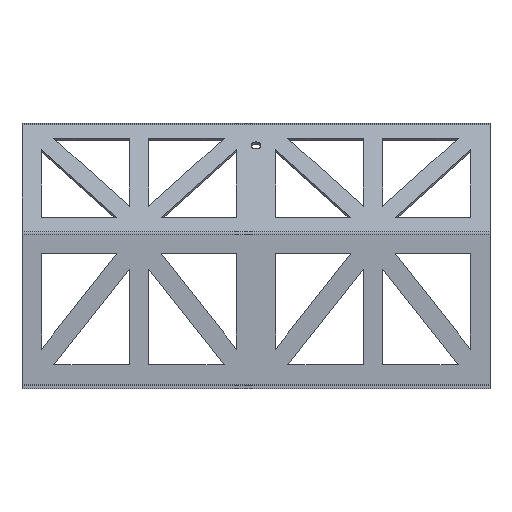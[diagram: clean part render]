
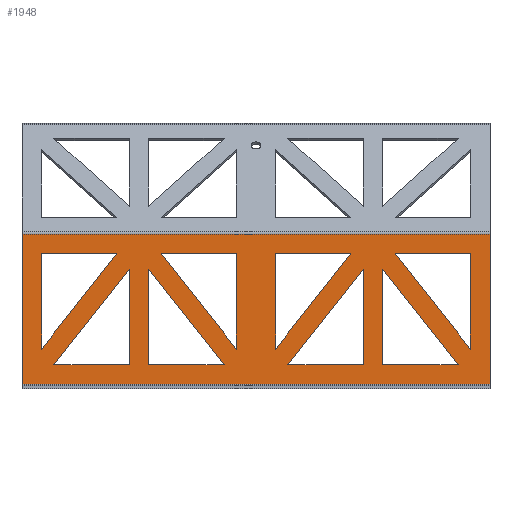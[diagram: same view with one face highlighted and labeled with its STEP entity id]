
A CAD part, front view. The second image highlights one B-rep face of the part: STEP entity #1948.
In plain terms, the highlighted planar face has unit normal (0, -1, 0).
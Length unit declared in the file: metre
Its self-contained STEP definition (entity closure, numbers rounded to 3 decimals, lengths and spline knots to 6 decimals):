
#237=ORIENTED_EDGE('',*,*,#674,.T.);
#238=ORIENTED_EDGE('',*,*,#671,.F.);
#239=ORIENTED_EDGE('',*,*,#677,.F.);
#240=ORIENTED_EDGE('',*,*,#667,.T.);
#241=ORIENTED_EDGE('',*,*,#664,.F.);
#242=ORIENTED_EDGE('',*,*,#679,.F.);
#243=ORIENTED_EDGE('',*,*,#660,.T.);
#244=ORIENTED_EDGE('',*,*,#657,.T.);
#245=ORIENTED_EDGE('',*,*,#681,.F.);
#246=ORIENTED_EDGE('',*,*,#653,.T.);
#247=ORIENTED_EDGE('',*,*,#650,.T.);
#248=ORIENTED_EDGE('',*,*,#683,.F.);
#249=ORIENTED_EDGE('',*,*,#646,.F.);
#250=ORIENTED_EDGE('',*,*,#695,.T.);
#251=ORIENTED_EDGE('',*,*,#642,.T.);
#252=ORIENTED_EDGE('',*,*,#696,.F.);
#253=ORIENTED_EDGE('',*,*,#638,.T.);
#254=ORIENTED_EDGE('',*,*,#635,.F.);
#255=ORIENTED_EDGE('',*,*,#685,.F.);
#256=ORIENTED_EDGE('',*,*,#631,.T.);
#257=ORIENTED_EDGE('',*,*,#628,.T.);
#258=ORIENTED_EDGE('',*,*,#687,.F.);
#259=ORIENTED_EDGE('',*,*,#624,.T.);
#260=ORIENTED_EDGE('',*,*,#621,.T.);
#261=ORIENTED_EDGE('',*,*,#689,.F.);
#262=ORIENTED_EDGE('',*,*,#617,.T.);
#263=ORIENTED_EDGE('',*,*,#614,.F.);
#264=ORIENTED_EDGE('',*,*,#691,.F.);
#614=EDGE_CURVE('',#867,#869,#1046,.T.);
#617=EDGE_CURVE('',#871,#869,#1049,.T.);
#621=EDGE_CURVE('',#875,#873,#1053,.T.);
#624=EDGE_CURVE('',#877,#875,#1056,.T.);
#628=EDGE_CURVE('',#881,#879,#1060,.T.);
#631=EDGE_CURVE('',#883,#881,#1063,.T.);
#635=EDGE_CURVE('',#885,#887,#1067,.T.);
#638=EDGE_CURVE('',#889,#887,#1070,.T.);
#642=EDGE_CURVE('',#893,#891,#1074,.T.);
#646=EDGE_CURVE('',#895,#897,#1078,.T.);
#650=EDGE_CURVE('',#901,#899,#1082,.T.);
#653=EDGE_CURVE('',#903,#901,#1085,.T.);
#657=EDGE_CURVE('',#907,#905,#1089,.T.);
#660=EDGE_CURVE('',#909,#907,#1092,.T.);
#664=EDGE_CURVE('',#911,#913,#1096,.T.);
#667=EDGE_CURVE('',#915,#913,#1099,.T.);
#671=EDGE_CURVE('',#917,#919,#1103,.T.);
#674=EDGE_CURVE('',#921,#919,#1106,.T.);
#677=EDGE_CURVE('',#921,#917,#1109,.T.);
#679=EDGE_CURVE('',#915,#911,#1111,.T.);
#681=EDGE_CURVE('',#909,#905,#1113,.T.);
#683=EDGE_CURVE('',#903,#899,#1115,.T.);
#685=EDGE_CURVE('',#889,#885,#1117,.T.);
#687=EDGE_CURVE('',#883,#879,#1119,.T.);
#689=EDGE_CURVE('',#877,#873,#1121,.T.);
#691=EDGE_CURVE('',#871,#867,#1123,.T.);
#695=EDGE_CURVE('',#895,#893,#1127,.T.);
#696=EDGE_CURVE('',#897,#891,#1128,.T.);
#867=VERTEX_POINT('',#2729);
#869=VERTEX_POINT('',#2732);
#871=VERTEX_POINT('',#2738);
#873=VERTEX_POINT('',#2744);
#875=VERTEX_POINT('',#2747);
#877=VERTEX_POINT('',#2753);
#879=VERTEX_POINT('',#2759);
#881=VERTEX_POINT('',#2762);
#883=VERTEX_POINT('',#2768);
#885=VERTEX_POINT('',#2774);
#887=VERTEX_POINT('',#2777);
#889=VERTEX_POINT('',#2783);
#891=VERTEX_POINT('',#2789);
#893=VERTEX_POINT('',#2792);
#895=VERTEX_POINT('',#2798);
#897=VERTEX_POINT('',#2801);
#899=VERTEX_POINT('',#2807);
#901=VERTEX_POINT('',#2810);
#903=VERTEX_POINT('',#2816);
#905=VERTEX_POINT('',#2822);
#907=VERTEX_POINT('',#2825);
#909=VERTEX_POINT('',#2831);
#911=VERTEX_POINT('',#2837);
#913=VERTEX_POINT('',#2840);
#915=VERTEX_POINT('',#2846);
#917=VERTEX_POINT('',#2852);
#919=VERTEX_POINT('',#2855);
#921=VERTEX_POINT('',#2861);
#1046=LINE('',#2731,#1238);
#1049=LINE('',#2737,#1241);
#1053=LINE('',#2746,#1245);
#1056=LINE('',#2752,#1248);
#1060=LINE('',#2761,#1252);
#1063=LINE('',#2767,#1255);
#1067=LINE('',#2776,#1259);
#1070=LINE('',#2782,#1262);
#1074=LINE('',#2791,#1266);
#1078=LINE('',#2800,#1270);
#1082=LINE('',#2809,#1274);
#1085=LINE('',#2815,#1277);
#1089=LINE('',#2824,#1281);
#1092=LINE('',#2830,#1284);
#1096=LINE('',#2839,#1288);
#1099=LINE('',#2845,#1291);
#1103=LINE('',#2854,#1295);
#1106=LINE('',#2860,#1298);
#1109=LINE('',#2866,#1301);
#1111=LINE('',#2869,#1303);
#1113=LINE('',#2872,#1305);
#1115=LINE('',#2875,#1307);
#1117=LINE('',#2878,#1309);
#1119=LINE('',#2881,#1311);
#1121=LINE('',#2884,#1313);
#1123=LINE('',#2887,#1315);
#1127=LINE('',#2893,#1319);
#1128=LINE('',#2894,#1320);
#1238=VECTOR('',#2207,1.);
#1241=VECTOR('',#2212,1.);
#1245=VECTOR('',#2218,1.);
#1248=VECTOR('',#2223,1.);
#1252=VECTOR('',#2229,1.);
#1255=VECTOR('',#2234,1.);
#1259=VECTOR('',#2240,1.);
#1262=VECTOR('',#2245,1.);
#1266=VECTOR('',#2251,1.);
#1270=VECTOR('',#2257,1.);
#1274=VECTOR('',#2263,1.);
#1277=VECTOR('',#2268,1.);
#1281=VECTOR('',#2274,1.);
#1284=VECTOR('',#2279,1.);
#1288=VECTOR('',#2285,1.);
#1291=VECTOR('',#2290,1.);
#1295=VECTOR('',#2296,1.);
#1298=VECTOR('',#2301,1.);
#1301=VECTOR('',#2306,1.);
#1303=VECTOR('',#2310,1.);
#1305=VECTOR('',#2314,1.);
#1307=VECTOR('',#2318,1.);
#1309=VECTOR('',#2322,1.);
#1311=VECTOR('',#2326,1.);
#1313=VECTOR('',#2330,1.);
#1315=VECTOR('',#2334,1.);
#1319=VECTOR('',#2342,1.);
#1320=VECTOR('',#2343,1.);
#1464=EDGE_LOOP('',(#237,#238,#239));
#1465=EDGE_LOOP('',(#240,#241,#242));
#1466=EDGE_LOOP('',(#243,#244,#245));
#1467=EDGE_LOOP('',(#246,#247,#248));
#1468=EDGE_LOOP('',(#249,#250,#251,#252));
#1469=EDGE_LOOP('',(#253,#254,#255));
#1470=EDGE_LOOP('',(#256,#257,#258));
#1471=EDGE_LOOP('',(#259,#260,#261));
#1472=EDGE_LOOP('',(#262,#263,#264));
#1674=FACE_BOUND('',#1464,.T.);
#1675=FACE_BOUND('',#1465,.T.);
#1676=FACE_BOUND('',#1466,.T.);
#1677=FACE_BOUND('',#1467,.T.);
#1678=FACE_BOUND('',#1468,.T.);
#1679=FACE_BOUND('',#1469,.T.);
#1680=FACE_BOUND('',#1470,.T.);
#1681=FACE_BOUND('',#1471,.T.);
#1682=FACE_BOUND('',#1472,.T.);
#1876=PLANE('',#2064);
#1948=ADVANCED_FACE('',(#1674,#1675,#1676,#1677,#1678,#1679,#1680,#1681,
#1682),#1876,.T.);
#2064=AXIS2_PLACEMENT_3D('',#2892,#2340,#2341);
#2207=DIRECTION('',(0.,0.,-1.));
#2212=DIRECTION('',(-1.,0.,0.));
#2218=DIRECTION('',(0.,0.,-1.));
#2223=DIRECTION('',(0.62,0.,0.785));
#2229=DIRECTION('',(0.,0.,-1.));
#2234=DIRECTION('',(0.62,0.,0.785));
#2240=DIRECTION('',(0.62,0.,-0.785));
#2245=DIRECTION('',(0.,0.,-1.));
#2251=DIRECTION('',(0.,0.,1.));
#2257=DIRECTION('',(0.,0.,1.));
#2263=DIRECTION('',(-0.62,0.,-0.785));
#2268=DIRECTION('',(1.,0.,0.));
#2274=DIRECTION('',(-0.62,0.,-0.785));
#2279=DIRECTION('',(1.,0.,0.));
#2285=DIRECTION('',(0.,0.,-1.));
#2290=DIRECTION('',(-1.,0.,0.));
#2296=DIRECTION('',(0.62,0.,-0.785));
#2301=DIRECTION('',(0.,0.,-1.));
#2306=DIRECTION('',(-1.,0.,0.));
#2310=DIRECTION('',(-0.62,0.,0.785));
#2314=DIRECTION('',(0.,0.,-1.));
#2318=DIRECTION('',(0.,0.,-1.));
#2322=DIRECTION('',(-1.,0.,0.));
#2326=DIRECTION('',(1.,0.,0.));
#2330=DIRECTION('',(1.,0.,0.));
#2334=DIRECTION('',(-0.62,0.,0.785));
#2340=DIRECTION('',(0.,-1.,0.));
#2341=DIRECTION('',(1.,0.,0.));
#2342=DIRECTION('',(1.,0.,0.));
#2343=DIRECTION('',(1.,0.,0.));
#2729=CARTESIAN_POINT('',(0.08255,-0.002032,0.025947));
#2731=CARTESIAN_POINT('',(0.08255,-0.002032,0.));
#2732=CARTESIAN_POINT('',(0.08255,-0.002032,-0.036195));
#2737=CARTESIAN_POINT('',(0.,-0.002032,-0.036195));
#2738=CARTESIAN_POINT('',(0.13161,-0.002032,-0.036195));
#2744=CARTESIAN_POINT('',(-0.08255,-0.002032,-0.036195));
#2746=CARTESIAN_POINT('',(-0.08255,-0.002032,0.));
#2747=CARTESIAN_POINT('',(-0.08255,-0.002032,0.025947));
#2752=CARTESIAN_POINT('',(-0.063474,-0.002032,0.050111));
#2753=CARTESIAN_POINT('',(-0.13161,-0.002032,-0.036195));
#2759=CARTESIAN_POINT('',(0.06985,-0.002032,-0.036195));
#2761=CARTESIAN_POINT('',(0.06985,-0.002032,0.));
#2762=CARTESIAN_POINT('',(0.06985,-0.002032,0.025947));
#2767=CARTESIAN_POINT('',(0.030411,-0.002032,-0.024009));
#2768=CARTESIAN_POINT('',(0.02079,-0.002032,-0.036195));
#2774=CARTESIAN_POINT('',(0.09064,-0.002032,0.036195));
#2776=CARTESIAN_POINT('',(0.073442,-0.002032,0.05798));
#2777=CARTESIAN_POINT('',(0.1397,-0.002032,-0.025947));
#2782=CARTESIAN_POINT('',(0.1397,-0.002032,0.));
#2783=CARTESIAN_POINT('',(0.1397,-0.002032,0.036195));
#2789=CARTESIAN_POINT('',(0.1524,-0.002032,0.048895));
#2791=CARTESIAN_POINT('',(0.1524,-0.002032,0.));
#2792=CARTESIAN_POINT('',(0.1524,-0.002032,-0.048895));
#2798=CARTESIAN_POINT('',(-0.1524,-0.002032,-0.048895));
#2800=CARTESIAN_POINT('',(-0.1524,-0.002032,0.));
#2801=CARTESIAN_POINT('',(-0.1524,-0.002032,0.048895));
#2807=CARTESIAN_POINT('',(-0.1397,-0.002032,-0.025947));
#2809=CARTESIAN_POINT('',(-0.073442,-0.002032,0.05798));
#2810=CARTESIAN_POINT('',(-0.09064,-0.002032,0.036195));
#2815=CARTESIAN_POINT('',(0.,-0.002032,0.036195));
#2816=CARTESIAN_POINT('',(-0.1397,-0.002032,0.036195));
#2822=CARTESIAN_POINT('',(0.0127,-0.002032,-0.025947));
#2824=CARTESIAN_POINT('',(0.020443,-0.002032,-0.016139));
#2825=CARTESIAN_POINT('',(0.06176,-0.002032,0.036195));
#2830=CARTESIAN_POINT('',(0.,-0.002032,0.036195));
#2831=CARTESIAN_POINT('',(0.0127,-0.002032,0.036195));
#2837=CARTESIAN_POINT('',(-0.06985,-0.002032,0.025947));
#2839=CARTESIAN_POINT('',(-0.06985,-0.002032,0.));
#2840=CARTESIAN_POINT('',(-0.06985,-0.002032,-0.036195));
#2845=CARTESIAN_POINT('',(0.,-0.002032,-0.036195));
#2846=CARTESIAN_POINT('',(-0.02079,-0.002032,-0.036195));
#2852=CARTESIAN_POINT('',(-0.06176,-0.002032,0.036195));
#2854=CARTESIAN_POINT('',(-0.020443,-0.002032,-0.016139));
#2855=CARTESIAN_POINT('',(-0.0127,-0.002032,-0.025947));
#2860=CARTESIAN_POINT('',(-0.0127,-0.002032,0.));
#2861=CARTESIAN_POINT('',(-0.0127,-0.002032,0.036195));
#2866=CARTESIAN_POINT('',(0.,-0.002032,0.036195));
#2869=CARTESIAN_POINT('',(-0.030411,-0.002032,-0.024009));
#2872=CARTESIAN_POINT('',(0.0127,-0.002032,0.));
#2875=CARTESIAN_POINT('',(-0.1397,-0.002032,0.));
#2878=CARTESIAN_POINT('',(0.,-0.002032,0.036195));
#2881=CARTESIAN_POINT('',(0.,-0.002032,-0.036195));
#2884=CARTESIAN_POINT('',(0.,-0.002032,-0.036195));
#2887=CARTESIAN_POINT('',(0.063474,-0.002032,0.050111));
#2892=CARTESIAN_POINT('',(0.,-0.002032,0.));
#2893=CARTESIAN_POINT('',(0.,-0.002032,-0.048895));
#2894=CARTESIAN_POINT('',(0.,-0.002032,0.048895));
